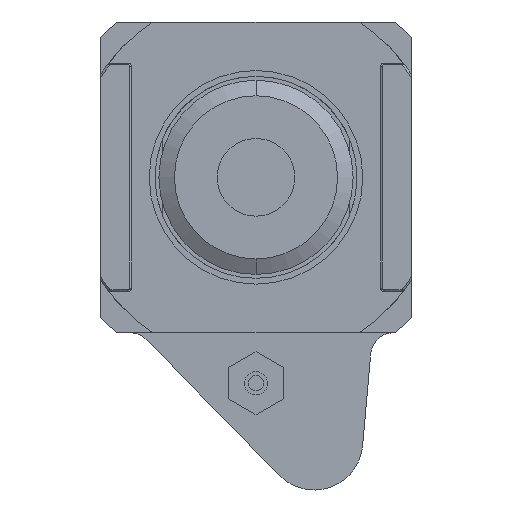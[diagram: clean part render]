
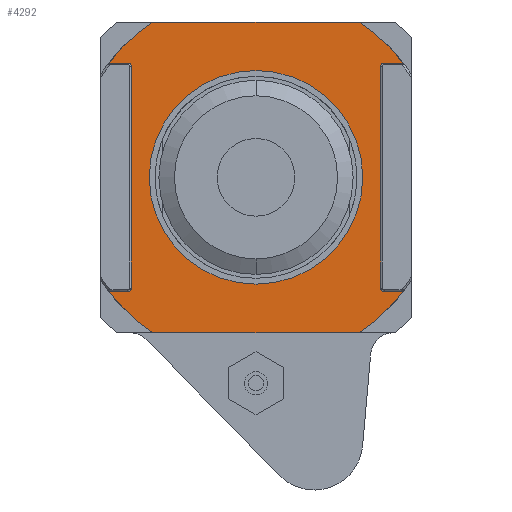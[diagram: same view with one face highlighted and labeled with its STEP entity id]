
A CAD part, left-side view. The second image highlights one B-rep face of the part: STEP entity #4292.
In plain terms, the highlighted planar face has unit normal (-1, 0, 0).
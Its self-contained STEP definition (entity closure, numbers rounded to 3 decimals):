
#283=CARTESIAN_POINT('',(-66.3,0.,0.));
#284=DIRECTION('',(-1.,0.,0.));
#285=DIRECTION('',(0.,-1.,0.));
#286=AXIS2_PLACEMENT_3D('',#283,#284,#285);
#292=CARTESIAN_POINT('',(-66.3,0.,0.));
#293=DIRECTION('',(-1.,0.,0.));
#294=DIRECTION('',(0.,1.,0.));
#295=AXIS2_PLACEMENT_3D('',#292,#293,#294);
#301=DIRECTION('',(0.,1.,0.));
#302=VECTOR('',#301,53.066);
#303=CARTESIAN_POINT('',(-66.3,-26.533,-40.));
#304=LINE('',#303,#302);
#305=CARTESIAN_POINT('',(-66.3,0.,0.));
#306=DIRECTION('',(1.,0.,0.));
#307=DIRECTION('',(0.,0.553,-0.833));
#308=AXIS2_PLACEMENT_3D('',#305,#306,#307);
#310=DIRECTION('',(0.,-1.,0.));
#311=VECTOR('',#310,4.943);
#312=CARTESIAN_POINT('',(-66.3,37.943,-29.4));
#313=LINE('',#312,#311);
#314=CARTESIAN_POINT('',(-66.3,33.,-28.5));
#315=DIRECTION('',(-1.,0.,0.));
#316=DIRECTION('',(0.,0.,-1.));
#317=AXIS2_PLACEMENT_3D('',#314,#315,#316);
#319=DIRECTION('',(0.,0.,1.));
#320=VECTOR('',#319,57.);
#321=CARTESIAN_POINT('',(-66.3,32.1,-28.5));
#322=LINE('',#321,#320);
#323=CARTESIAN_POINT('',(-66.3,33.,28.5));
#324=DIRECTION('',(-1.,0.,0.));
#325=DIRECTION('',(0.,-1.,0.));
#326=AXIS2_PLACEMENT_3D('',#323,#324,#325);
#328=DIRECTION('',(0.,1.,0.));
#329=VECTOR('',#328,4.943);
#330=CARTESIAN_POINT('',(-66.3,33.,29.4));
#331=LINE('',#330,#329);
#332=CARTESIAN_POINT('',(-66.3,0.,0.));
#333=DIRECTION('',(1.,0.,0.));
#334=DIRECTION('',(0.,0.79,0.613));
#335=AXIS2_PLACEMENT_3D('',#332,#333,#334);
#337=DIRECTION('',(0.,-1.,0.));
#338=VECTOR('',#337,53.066);
#339=CARTESIAN_POINT('',(-66.3,26.533,40.));
#340=LINE('',#339,#338);
#341=CARTESIAN_POINT('',(-66.3,0.,0.));
#342=DIRECTION('',(1.,0.,0.));
#343=DIRECTION('',(0.,-0.553,0.833));
#344=AXIS2_PLACEMENT_3D('',#341,#342,#343);
#346=DIRECTION('',(0.,1.,0.));
#347=VECTOR('',#346,4.943);
#348=CARTESIAN_POINT('',(-66.3,-37.943,29.4));
#349=LINE('',#348,#347);
#350=CARTESIAN_POINT('',(-66.3,-33.,28.5));
#351=DIRECTION('',(-1.,0.,0.));
#352=DIRECTION('',(0.,0.,1.));
#353=AXIS2_PLACEMENT_3D('',#350,#351,#352);
#355=DIRECTION('',(0.,0.,-1.));
#356=VECTOR('',#355,57.);
#357=CARTESIAN_POINT('',(-66.3,-32.1,28.5));
#358=LINE('',#357,#356);
#359=CARTESIAN_POINT('',(-66.3,-33.,-28.5));
#360=DIRECTION('',(-1.,0.,0.));
#361=DIRECTION('',(0.,1.,0.));
#362=AXIS2_PLACEMENT_3D('',#359,#360,#361);
#364=DIRECTION('',(0.,-1.,0.));
#365=VECTOR('',#364,4.943);
#366=CARTESIAN_POINT('',(-66.3,-33.,-29.4));
#367=LINE('',#366,#365);
#368=CARTESIAN_POINT('',(-66.3,0.,0.));
#369=DIRECTION('',(1.,0.,0.));
#370=DIRECTION('',(0.,-0.79,-0.613));
#371=AXIS2_PLACEMENT_3D('',#368,#369,#370);
#398=CARTESIAN_POINT('',(-66.3,-37.943,-29.4));
#437=CARTESIAN_POINT('',(-66.3,-37.943,29.4));
#489=CARTESIAN_POINT('',(-66.3,37.943,29.4));
#531=CARTESIAN_POINT('',(-66.3,37.943,-29.4));
#3426=CARTESIAN_POINT('',(-66.3,27.5,0.));
#3427=CARTESIAN_POINT('',(-66.3,-27.5,0.));
#3428=VERTEX_POINT('',#3426);
#3429=VERTEX_POINT('',#3427);
#3450=CARTESIAN_POINT('',(-66.3,-32.1,28.5));
#3451=CARTESIAN_POINT('',(-66.3,-32.1,-28.5));
#3452=VERTEX_POINT('',#3450);
#3453=VERTEX_POINT('',#3451);
#3454=VERTEX_POINT('',#531);
#3456=VERTEX_POINT('',#437);
#3459=VERTEX_POINT('',#398);
#3477=VERTEX_POINT('',#489);
#3478=CARTESIAN_POINT('',(-66.3,33.,29.4));
#3479=VERTEX_POINT('',#3478);
#3482=CARTESIAN_POINT('',(-66.3,32.1,28.5));
#3483=VERTEX_POINT('',#3482);
#3488=CARTESIAN_POINT('',(-66.3,32.1,-28.5));
#3489=VERTEX_POINT('',#3488);
#3492=CARTESIAN_POINT('',(-66.3,-33.,29.4));
#3493=VERTEX_POINT('',#3492);
#3494=CARTESIAN_POINT('',(-66.3,33.,-29.4));
#3495=VERTEX_POINT('',#3494);
#3498=CARTESIAN_POINT('',(-66.3,-33.,-29.4));
#3499=VERTEX_POINT('',#3498);
#3503=CARTESIAN_POINT('',(-66.3,-26.533,40.));
#3505=VERTEX_POINT('',#3503);
#3507=CARTESIAN_POINT('',(-66.3,26.533,40.));
#3509=VERTEX_POINT('',#3507);
#3511=CARTESIAN_POINT('',(-66.3,26.533,-40.));
#3513=VERTEX_POINT('',#3511);
#3515=CARTESIAN_POINT('',(-66.3,-26.533,-40.));
#3517=VERTEX_POINT('',#3515);
#4249=CARTESIAN_POINT('',(-66.3,-32.5,57.6));
#4250=DIRECTION('',(1.,0.,0.));
#4251=DIRECTION('',(0.,1.,0.));
#4252=AXIS2_PLACEMENT_3D('',#4249,#4250,#4251);
#4253=PLANE('',#4252);
#4255=ORIENTED_EDGE('',*,*,#4254,.T.);
#4257=ORIENTED_EDGE('',*,*,#4256,.T.);
#4259=ORIENTED_EDGE('',*,*,#4258,.T.);
#4261=ORIENTED_EDGE('',*,*,#4260,.T.);
#4263=ORIENTED_EDGE('',*,*,#4262,.T.);
#4265=ORIENTED_EDGE('',*,*,#4264,.T.);
#4267=ORIENTED_EDGE('',*,*,#4266,.T.);
#4269=ORIENTED_EDGE('',*,*,#4268,.T.);
#4271=ORIENTED_EDGE('',*,*,#4270,.T.);
#4273=ORIENTED_EDGE('',*,*,#4272,.T.);
#4275=ORIENTED_EDGE('',*,*,#4274,.T.);
#4277=ORIENTED_EDGE('',*,*,#4276,.T.);
#4279=ORIENTED_EDGE('',*,*,#4278,.T.);
#4281=ORIENTED_EDGE('',*,*,#4280,.T.);
#4283=ORIENTED_EDGE('',*,*,#4282,.T.);
#4285=ORIENTED_EDGE('',*,*,#4284,.T.);
#4286=EDGE_LOOP('',(#4255,#4257,#4259,#4261,#4263,#4265,#4267,#4269,#4271,#4273,
#4275,#4277,#4279,#4281,#4283,#4285));
#4287=FACE_OUTER_BOUND('',#4286,.F.);
#4288=ORIENTED_EDGE('',*,*,#4243,.T.);
#4289=ORIENTED_EDGE('',*,*,#4229,.T.);
#4290=EDGE_LOOP('',(#4288,#4289));
#4291=FACE_BOUND('',#4290,.F.);
#4292=ADVANCED_FACE('',(#4287,#4291),#4253,.F.);
#287=CIRCLE('',#286,27.5);
#296=CIRCLE('',#295,27.5);
#309=CIRCLE('',#308,48.);
#318=CIRCLE('',#317,0.9);
#327=CIRCLE('',#326,0.9);
#336=CIRCLE('',#335,48.);
#345=CIRCLE('',#344,48.);
#354=CIRCLE('',#353,0.9);
#363=CIRCLE('',#362,0.9);
#372=CIRCLE('',#371,48.);
#4229=EDGE_CURVE('',#3429,#3428,#287,.T.);
#4243=EDGE_CURVE('',#3428,#3429,#296,.T.);
#4254=EDGE_CURVE('',#3517,#3513,#304,.T.);
#4256=EDGE_CURVE('',#3513,#3454,#309,.T.);
#4258=EDGE_CURVE('',#3454,#3495,#313,.T.);
#4260=EDGE_CURVE('',#3495,#3489,#318,.T.);
#4262=EDGE_CURVE('',#3489,#3483,#322,.T.);
#4264=EDGE_CURVE('',#3483,#3479,#327,.T.);
#4266=EDGE_CURVE('',#3479,#3477,#331,.T.);
#4268=EDGE_CURVE('',#3477,#3509,#336,.T.);
#4270=EDGE_CURVE('',#3509,#3505,#340,.T.);
#4272=EDGE_CURVE('',#3505,#3456,#345,.T.);
#4274=EDGE_CURVE('',#3456,#3493,#349,.T.);
#4276=EDGE_CURVE('',#3493,#3452,#354,.T.);
#4278=EDGE_CURVE('',#3452,#3453,#358,.T.);
#4280=EDGE_CURVE('',#3453,#3499,#363,.T.);
#4282=EDGE_CURVE('',#3499,#3459,#367,.T.);
#4284=EDGE_CURVE('',#3459,#3517,#372,.T.);
